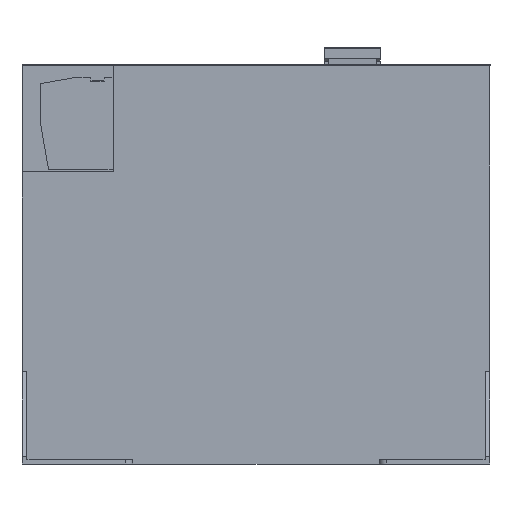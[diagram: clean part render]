
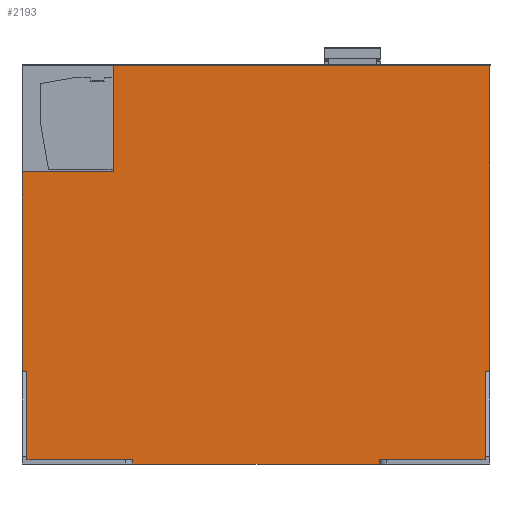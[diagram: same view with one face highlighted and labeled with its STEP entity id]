
A CAD part, left-side view. The second image highlights one B-rep face of the part: STEP entity #2193.
In plain terms, the highlighted planar face has unit normal (-1, 0, 0).
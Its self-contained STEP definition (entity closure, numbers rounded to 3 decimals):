
#2094=AXIS2_PLACEMENT_3D('Plane Axis2P3D',#2091,#2092,#2093) ;
#770=CARTESIAN_POINT('Vertex',(13.5,37.5,0.)) ;
#773=CARTESIAN_POINT('Line Origine',(13.5,79.3,0.)) ;
#777=CARTESIAN_POINT('Vertex',(13.5,121.1,0.)) ;
#1203=CARTESIAN_POINT('Vertex',(13.5,158.6,31.3)) ;
#1206=CARTESIAN_POINT('Line Origine',(13.5,158.6,65.15)) ;
#1210=CARTESIAN_POINT('Vertex',(13.5,158.6,99.)) ;
#1469=CARTESIAN_POINT('Vertex',(13.5,127.75,135.)) ;
#1472=CARTESIAN_POINT('Line Origine',(13.5,63.875,135.)) ;
#1476=CARTESIAN_POINT('Vertex',(13.5,0.,135.)) ;
#1638=CARTESIAN_POINT('Line Origine',(13.5,0.,83.15)) ;
#1642=CARTESIAN_POINT('Vertex',(13.5,0.,31.3)) ;
#2071=CARTESIAN_POINT('Line Origine',(13.5,121.1,0.75)) ;
#2075=CARTESIAN_POINT('Vertex',(13.5,121.1,1.5)) ;
#2091=CARTESIAN_POINT('Axis2P3D Location',(13.5,79.3,1.5)) ;
#2096=CARTESIAN_POINT('Line Origine',(13.5,20.,1.5)) ;
#2100=CARTESIAN_POINT('Vertex',(13.5,37.5,1.5)) ;
#2102=CARTESIAN_POINT('Vertex',(13.5,2.5,1.5)) ;
#2105=CARTESIAN_POINT('Line Origine',(13.5,2.,1.5)) ;
#2109=CARTESIAN_POINT('Vertex',(13.5,1.5,1.5)) ;
#2112=CARTESIAN_POINT('Line Origine',(13.5,1.5,16.4)) ;
#2116=CARTESIAN_POINT('Vertex',(13.5,1.5,31.3)) ;
#2119=CARTESIAN_POINT('Line Origine',(13.5,0.75,31.3)) ;
#2124=CARTESIAN_POINT('Line Origine',(13.5,127.75,117.)) ;
#2128=CARTESIAN_POINT('Vertex',(13.5,127.75,99.)) ;
#2131=CARTESIAN_POINT('Line Origine',(13.5,143.175,99.)) ;
#2136=CARTESIAN_POINT('Line Origine',(13.5,157.85,31.3)) ;
#2140=CARTESIAN_POINT('Vertex',(13.5,157.1,31.3)) ;
#2143=CARTESIAN_POINT('Line Origine',(13.5,157.1,16.4)) ;
#2147=CARTESIAN_POINT('Vertex',(13.5,157.1,1.5)) ;
#2150=CARTESIAN_POINT('Line Origine',(13.5,156.6,1.5)) ;
#2154=CARTESIAN_POINT('Vertex',(13.5,156.1,1.5)) ;
#2157=CARTESIAN_POINT('Line Origine',(13.5,141.925,1.5)) ;
#2161=CARTESIAN_POINT('Vertex',(13.5,127.75,1.5)) ;
#2164=CARTESIAN_POINT('Line Origine',(13.5,124.425,1.5)) ;
#2169=CARTESIAN_POINT('Line Origine',(13.5,37.5,0.75)) ;
#774=DIRECTION('Vector Direction',(0.,1.,0.)) ;
#1207=DIRECTION('Vector Direction',(0.,0.,-1.)) ;
#1473=DIRECTION('Vector Direction',(0.,-1.,0.)) ;
#1639=DIRECTION('Vector Direction',(0.,0.,-1.)) ;
#2072=DIRECTION('Vector Direction',(0.,0.,1.)) ;
#2092=DIRECTION('Axis2P3D Direction',(-1.,0.,0.)) ;
#2093=DIRECTION('Axis2P3D XDirection',(0.,-1.,0.)) ;
#2097=DIRECTION('Vector Direction',(0.,-1.,0.)) ;
#2106=DIRECTION('Vector Direction',(0.,-1.,0.)) ;
#2113=DIRECTION('Vector Direction',(0.,0.,-1.)) ;
#2120=DIRECTION('Vector Direction',(0.,1.,0.)) ;
#2125=DIRECTION('Vector Direction',(0.,0.,-1.)) ;
#2132=DIRECTION('Vector Direction',(0.,-1.,0.)) ;
#2137=DIRECTION('Vector Direction',(0.,-1.,0.)) ;
#2144=DIRECTION('Vector Direction',(0.,0.,-1.)) ;
#2151=DIRECTION('Vector Direction',(0.,-1.,0.)) ;
#2158=DIRECTION('Vector Direction',(0.,1.,0.)) ;
#2165=DIRECTION('Vector Direction',(0.,-1.,0.)) ;
#2170=DIRECTION('Vector Direction',(0.,0.,1.)) ;
#775=VECTOR('Line Direction',#774,1.) ;
#1208=VECTOR('Line Direction',#1207,1.) ;
#1474=VECTOR('Line Direction',#1473,1.) ;
#1640=VECTOR('Line Direction',#1639,1.) ;
#2073=VECTOR('Line Direction',#2072,1.) ;
#2098=VECTOR('Line Direction',#2097,1.) ;
#2107=VECTOR('Line Direction',#2106,1.) ;
#2114=VECTOR('Line Direction',#2113,1.) ;
#2121=VECTOR('Line Direction',#2120,1.) ;
#2126=VECTOR('Line Direction',#2125,1.) ;
#2133=VECTOR('Line Direction',#2132,1.) ;
#2138=VECTOR('Line Direction',#2137,1.) ;
#2145=VECTOR('Line Direction',#2144,1.) ;
#2152=VECTOR('Line Direction',#2151,1.) ;
#2159=VECTOR('Line Direction',#2158,1.) ;
#2166=VECTOR('Line Direction',#2165,1.) ;
#2171=VECTOR('Line Direction',#2170,1.) ;
#2175=ORIENTED_EDGE('',*,*,#2104,.T.) ;
#2176=ORIENTED_EDGE('',*,*,#2111,.T.) ;
#2177=ORIENTED_EDGE('',*,*,#2118,.F.) ;
#2178=ORIENTED_EDGE('',*,*,#2123,.F.) ;
#2179=ORIENTED_EDGE('',*,*,#1644,.F.) ;
#2180=ORIENTED_EDGE('',*,*,#1478,.F.) ;
#2181=ORIENTED_EDGE('',*,*,#2130,.T.) ;
#2182=ORIENTED_EDGE('',*,*,#2135,.F.) ;
#2183=ORIENTED_EDGE('',*,*,#1212,.T.) ;
#2184=ORIENTED_EDGE('',*,*,#2142,.T.) ;
#2185=ORIENTED_EDGE('',*,*,#2149,.T.) ;
#2186=ORIENTED_EDGE('',*,*,#2156,.T.) ;
#2187=ORIENTED_EDGE('',*,*,#2163,.T.) ;
#2188=ORIENTED_EDGE('',*,*,#2168,.T.) ;
#2189=ORIENTED_EDGE('',*,*,#2077,.F.) ;
#2190=ORIENTED_EDGE('',*,*,#779,.T.) ;
#2191=ORIENTED_EDGE('',*,*,#2173,.T.) ;
#2193=ADVANCED_FACE('BATTERIE',(#2192),#2095,.T.) ;
#779=EDGE_CURVE('',#778,#771,#776,.F.) ;
#1212=EDGE_CURVE('',#1211,#1204,#1209,.T.) ;
#1478=EDGE_CURVE('',#1470,#1477,#1475,.T.) ;
#1644=EDGE_CURVE('',#1477,#1643,#1641,.T.) ;
#2077=EDGE_CURVE('',#778,#2076,#2074,.T.) ;
#2104=EDGE_CURVE('',#2101,#2103,#2099,.T.) ;
#2111=EDGE_CURVE('',#2103,#2110,#2108,.T.) ;
#2118=EDGE_CURVE('',#2117,#2110,#2115,.T.) ;
#2123=EDGE_CURVE('',#1643,#2117,#2122,.T.) ;
#2130=EDGE_CURVE('',#1470,#2129,#2127,.T.) ;
#2135=EDGE_CURVE('',#1211,#2129,#2134,.T.) ;
#2142=EDGE_CURVE('',#1204,#2141,#2139,.T.) ;
#2149=EDGE_CURVE('',#2141,#2148,#2146,.T.) ;
#2156=EDGE_CURVE('',#2148,#2155,#2153,.T.) ;
#2163=EDGE_CURVE('',#2155,#2162,#2160,.F.) ;
#2168=EDGE_CURVE('',#2162,#2076,#2167,.T.) ;
#2173=EDGE_CURVE('',#771,#2101,#2172,.T.) ;
#2174=EDGE_LOOP('',(#2175,#2176,#2177,#2178,#2179,#2180,#2181,#2182,#2183,#2184,#2185,#2186,#2187,#2188,#2189,#2190,#2191)) ;
#2192=FACE_OUTER_BOUND('',#2174,.T.) ;
#776=LINE('Line',#773,#775) ;
#1209=LINE('Line',#1206,#1208) ;
#1475=LINE('Line',#1472,#1474) ;
#1641=LINE('Line',#1638,#1640) ;
#2074=LINE('Line',#2071,#2073) ;
#2099=LINE('Line',#2096,#2098) ;
#2108=LINE('Line',#2105,#2107) ;
#2115=LINE('Line',#2112,#2114) ;
#2122=LINE('Line',#2119,#2121) ;
#2127=LINE('Line',#2124,#2126) ;
#2134=LINE('Line',#2131,#2133) ;
#2139=LINE('Line',#2136,#2138) ;
#2146=LINE('Line',#2143,#2145) ;
#2153=LINE('Line',#2150,#2152) ;
#2160=LINE('Line',#2157,#2159) ;
#2167=LINE('Line',#2164,#2166) ;
#2172=LINE('Line',#2169,#2171) ;
#2095=PLANE('',#2094) ;
#771=VERTEX_POINT('',#770) ;
#778=VERTEX_POINT('',#777) ;
#1204=VERTEX_POINT('',#1203) ;
#1211=VERTEX_POINT('',#1210) ;
#1470=VERTEX_POINT('',#1469) ;
#1477=VERTEX_POINT('',#1476) ;
#1643=VERTEX_POINT('',#1642) ;
#2076=VERTEX_POINT('',#2075) ;
#2101=VERTEX_POINT('',#2100) ;
#2103=VERTEX_POINT('',#2102) ;
#2110=VERTEX_POINT('',#2109) ;
#2117=VERTEX_POINT('',#2116) ;
#2129=VERTEX_POINT('',#2128) ;
#2141=VERTEX_POINT('',#2140) ;
#2148=VERTEX_POINT('',#2147) ;
#2155=VERTEX_POINT('',#2154) ;
#2162=VERTEX_POINT('',#2161) ;
